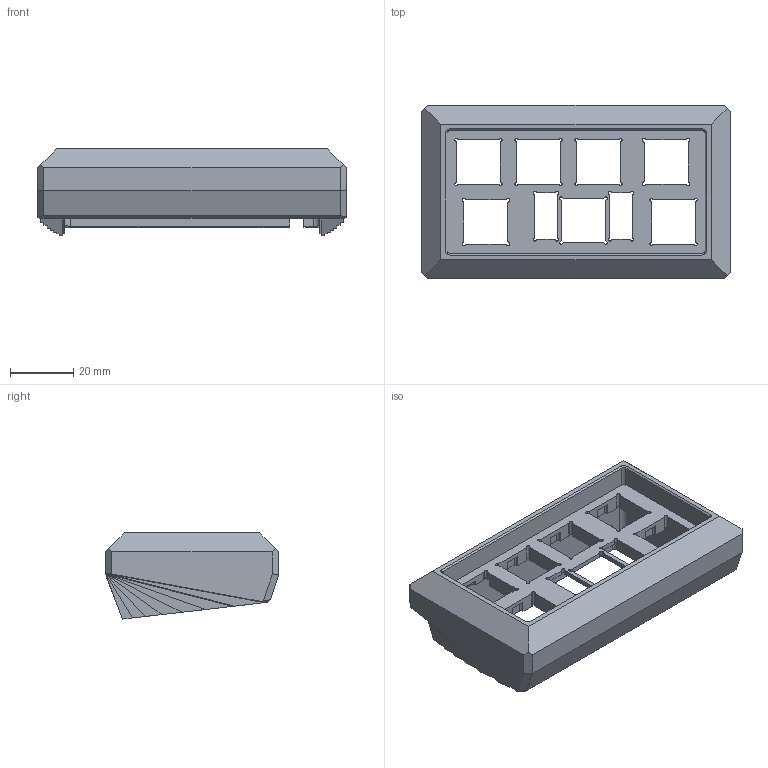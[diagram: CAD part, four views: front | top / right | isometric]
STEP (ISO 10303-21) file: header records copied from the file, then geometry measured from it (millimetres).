
FILE_DESCRIPTION(/* description */ (''),/* implementation_level */ '2;1');
FILE_NAME(/* name */ '7Nano_CNC.step',/* time_stamp */ '2023-08-04T09:59:36+09:00',/* author */ (''),/* organization */ (''),/* preprocessor_version */ 'ST-DEVELOPER v20',/* originating_system */ 'Autodesk Translation Framework v12.9.0.99',/* authorisation */ '');
FILE_SCHEMA (('AUTOMOTIVE_DESIGN { 1 0 10303 214 3 1 1 }'));
Length unit declared in the file: millimetre
Products named in the file (1): Meishi
Bounding box: 97.91 x 55.05 x 27.36 mm (x, y, z)
Volume: 48225.9 mm3; surface area: 19855.6 mm2
Topology: 1 solids, 1 shells, 351 faces, 1001 edges, 656 vertices
Faces by surface type: plane 185, cylinder 157, cone 6, bspline 3
Full cylindrical faces by diameter (mm): 1.5 x6
Entity records: 11590 total; most frequent: CARTESIAN_POINT 2090, DIRECTION 2015, ORIENTED_EDGE 2002, EDGE_CURVE 1001, LINE 673, VECTOR 673, AXIS2_PLACEMENT_3D 671, VERTEX_POINT 656
